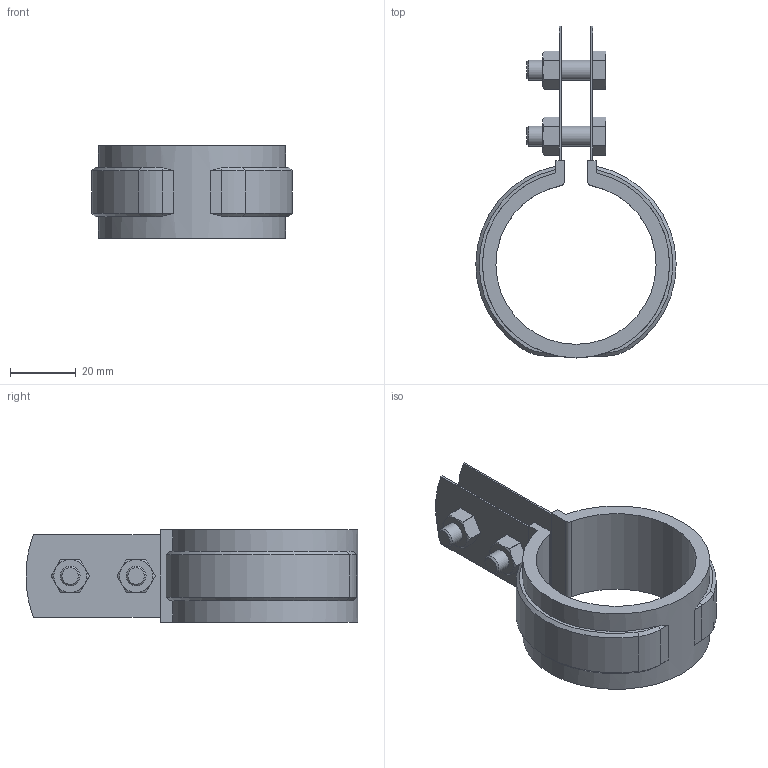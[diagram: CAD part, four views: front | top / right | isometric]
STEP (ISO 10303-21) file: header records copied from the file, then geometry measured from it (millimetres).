
FILE_DESCRIPTION( ( 'STEP AP203' ), '1' );
FILE_NAME( '50SU.step', '2022-07-15T06:44:02', ( ' ' ), ( ' ' ), 'XStep 1.0', ' ', ' ' );
FILE_SCHEMA( ( 'CONFIG_CONTROL_DESIGN' ) );
Length unit declared in the file: millimetre
Products named in the file (6): 1; 2; 3; 4; 5; 6
Bounding box: 60.79 x 100.71 x 28 mm (x, y, z)
Volume: 26435.9 mm3; surface area: 35976.2 mm2
Topology: 6 solids, 6 shells, 216 faces, 594 edges, 388 vertices
Faces by surface type: plane 82, cylinder 72, cone 26, offset 20, bspline 16
Full cylindrical faces by diameter (mm): 4.917 x2, 6 x2, 7 x4
Entity records: 11024 total; most frequent: CARTESIAN_POINT 5674, ORIENTED_EDGE 1156, DIRECTION 888, EDGE_CURVE 578, VERTEX_POINT 386, AXIS2_PLACEMENT_3D 336, EDGE_LOOP 246, FACE_OUTER_BOUND 224
